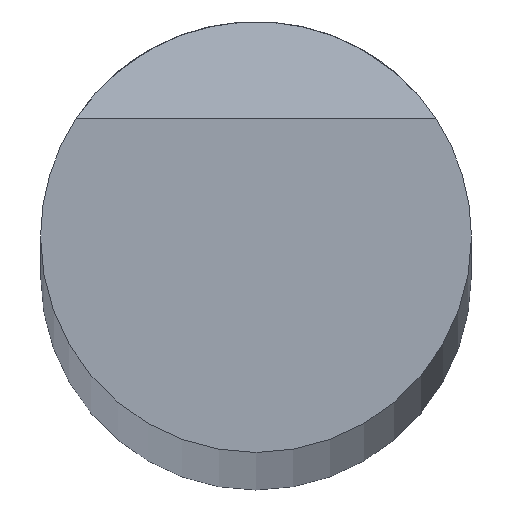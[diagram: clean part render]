
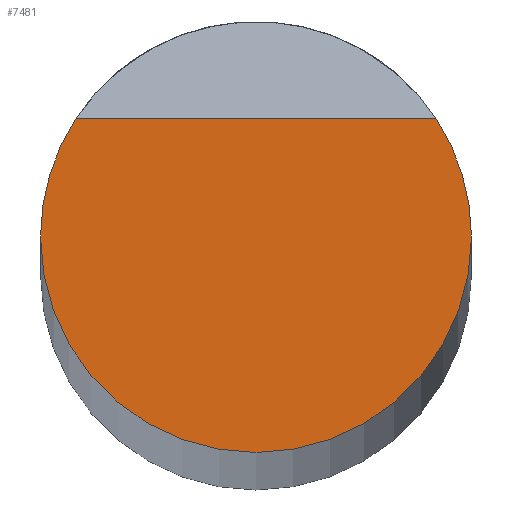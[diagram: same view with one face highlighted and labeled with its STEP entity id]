
A CAD part, top view. The second image highlights one B-rep face of the part: STEP entity #7481.
In plain terms, the highlighted planar face has unit normal (0, 0, 1).
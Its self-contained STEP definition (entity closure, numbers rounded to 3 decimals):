
#230 = DIRECTION ( 'NONE',  ( 1., 0., 0. ) ) ;
#311 = AXIS2_PLACEMENT_3D ( 'NONE', #11408, #7565, #4714 ) ;
#593 = VERTEX_POINT ( 'NONE', #2211 ) ;
#1789 = PLANE ( 'NONE',  #311 ) ;
#2017 = DIRECTION ( 'NONE',  ( 0., 0., 1. ) ) ;
#2211 = CARTESIAN_POINT ( 'NONE',  ( 5., 0., 499.03 ) ) ;
#2670 = CIRCLE ( 'NONE', #4279, 5. ) ;
#3148 = EDGE_LOOP ( 'NONE', ( #11541, #11716, #12587, #11635 ) ) ;
#3232 = EDGE_CURVE ( 'NONE', #3944, #6607, #3881, .T. ) ;
#3379 = EDGE_CURVE ( 'NONE', #3944, #6074, #5333, .T. ) ;
#3396 = DIRECTION ( 'NONE',  ( 0., 0., 1. ) ) ;
#3735 = CARTESIAN_POINT ( 'NONE',  ( -4.176, 2.75, 499.03 ) ) ;
#3881 = CIRCLE ( 'NONE', #4702, 5. ) ;
#3944 = VERTEX_POINT ( 'NONE', #3735 ) ;
#4279 = AXIS2_PLACEMENT_3D ( 'NONE', #8829, #2017, #8885 ) ;
#4383 = DIRECTION ( 'NONE',  ( 1., 0., 0. ) ) ;
#4501 = AXIS2_PLACEMENT_3D ( 'NONE', #8156, #3396, #230 ) ;
#4702 = AXIS2_PLACEMENT_3D ( 'NONE', #7323, #12188, #5418 ) ;
#4714 = DIRECTION ( 'NONE',  ( 1., 0., 0. ) ) ;
#5333 = LINE ( 'NONE', #9241, #7950 ) ;
#5418 = DIRECTION ( 'NONE',  ( 1., 0., 0. ) ) ;
#6074 = VERTEX_POINT ( 'NONE', #10097 ) ;
#6607 = VERTEX_POINT ( 'NONE', #8397 ) ;
#7323 = CARTESIAN_POINT ( 'NONE',  ( 0., 0., 499.03 ) ) ;
#7481 = ADVANCED_FACE ( 'NONE', ( #8522 ), #1789, .T. ) ;
#7565 = DIRECTION ( 'NONE',  ( 0., 0., 1. ) ) ;
#7950 = VECTOR ( 'NONE', #4383, 1000. ) ;
#8156 = CARTESIAN_POINT ( 'NONE',  ( 0., 0., 499.03 ) ) ;
#8355 = CIRCLE ( 'NONE', #4501, 5. ) ;
#8397 = CARTESIAN_POINT ( 'NONE',  ( -5., 0., 499.03 ) ) ;
#8522 = FACE_OUTER_BOUND ( 'NONE', #3148, .T. ) ;
#8829 = CARTESIAN_POINT ( 'NONE',  ( 0., 0., 499.03 ) ) ;
#8885 = DIRECTION ( 'NONE',  ( 1., 0., 0. ) ) ;
#9241 = CARTESIAN_POINT ( 'NONE',  ( 5.001, 2.75, 499.03 ) ) ;
#10097 = CARTESIAN_POINT ( 'NONE',  ( 4.176, 2.75, 499.03 ) ) ;
#11238 = EDGE_CURVE ( 'NONE', #6607, #593, #2670, .T. ) ;
#11408 = CARTESIAN_POINT ( 'NONE',  ( 0., 0., 499.03 ) ) ;
#11541 = ORIENTED_EDGE ( 'NONE', *, *, #3232, .T. ) ;
#11635 = ORIENTED_EDGE ( 'NONE', *, *, #3379, .F. ) ;
#11695 = EDGE_CURVE ( 'NONE', #593, #6074, #8355, .T. ) ;
#11716 = ORIENTED_EDGE ( 'NONE', *, *, #11238, .T. ) ;
#12188 = DIRECTION ( 'NONE',  ( 0., 0., 1. ) ) ;
#12587 = ORIENTED_EDGE ( 'NONE', *, *, #11695, .T. ) ;
